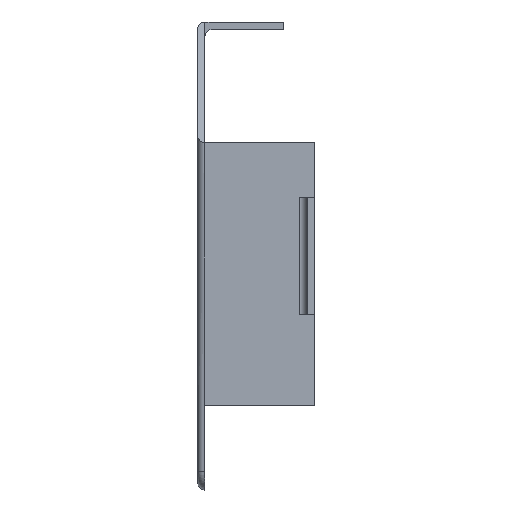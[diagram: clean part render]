
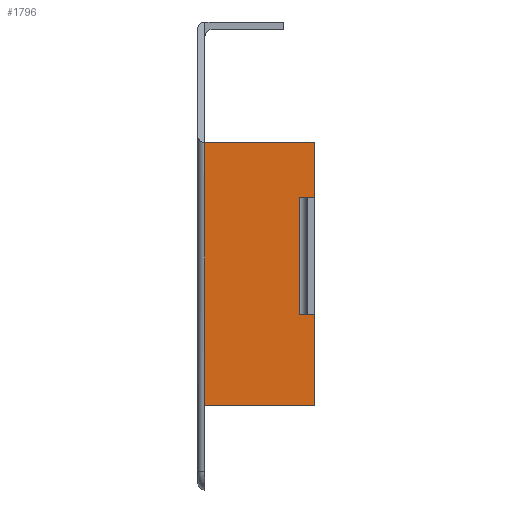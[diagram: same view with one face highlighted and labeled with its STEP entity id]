
A CAD part, left-side view. The second image highlights one B-rep face of the part: STEP entity #1796.
In plain terms, the highlighted planar face has unit normal (-1, 0, 0).
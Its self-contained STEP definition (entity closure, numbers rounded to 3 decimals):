
#6 = PLANE ( 'NONE',  #1354 ) ;
#9 = VERTEX_POINT ( 'NONE', #3774 ) ;
#23 = VERTEX_POINT ( 'NONE', #3921 ) ;
#86 = CARTESIAN_POINT ( 'NONE',  ( -6.6, 0.2, -1.59 ) ) ;
#159 = DIRECTION ( 'NONE',  ( 0., 0., 1. ) ) ;
#169 = EDGE_CURVE ( 'NONE', #2628, #2535, #4160, .T. ) ;
#207 = CARTESIAN_POINT ( 'NONE',  ( -6.6, 2.97, 3.075 ) ) ;
#421 = EDGE_CURVE ( 'NONE', #3542, #2427, #1824, .T. ) ;
#435 = VECTOR ( 'NONE', #159, 1000. ) ;
#615 = CARTESIAN_POINT ( 'NONE',  ( -6.6, 0., 3.075 ) ) ;
#697 = VERTEX_POINT ( 'NONE', #2610 ) ;
#711 = VECTOR ( 'NONE', #1729, 1000. ) ;
#803 = ORIENTED_EDGE ( 'NONE', *, *, #1196, .F. ) ;
#807 = VECTOR ( 'NONE', #3487, 1000. ) ;
#859 = VECTOR ( 'NONE', #4350, 1000. ) ;
#960 = CARTESIAN_POINT ( 'NONE',  ( -6.6, 0., -1.59 ) ) ;
#983 = LINE ( 'NONE', #2618, #2720 ) ;
#1047 = CARTESIAN_POINT ( 'NONE',  ( -6.6, 0., 3.075 ) ) ;
#1079 = CARTESIAN_POINT ( 'NONE',  ( -6.6, 0.4, 3.075 ) ) ;
#1196 = EDGE_CURVE ( 'NONE', #23, #9, #2664, .T. ) ;
#1354 = AXIS2_PLACEMENT_3D ( 'NONE', #2567, #1968, #4406 ) ;
#1372 = VECTOR ( 'NONE', #1942, 1000. ) ;
#1487 = EDGE_CURVE ( 'NONE', #9, #3516, #983, .T. ) ;
#1494 = EDGE_CURVE ( 'NONE', #2427, #2628, #3655, .T. ) ;
#1517 = EDGE_CURVE ( 'NONE', #3542, #3516, #4140, .T. ) ;
#1583 = CARTESIAN_POINT ( 'NONE',  ( -6.6, 0., -4.055 ) ) ;
#1622 = LINE ( 'NONE', #207, #711 ) ;
#1643 = EDGE_CURVE ( 'NONE', #697, #2535, #1622, .T. ) ;
#1729 = DIRECTION ( 'NONE',  ( 0., 0., -1. ) ) ;
#1796 = ADVANCED_FACE ( 'NONE', ( #3824 ), #6, .F. ) ;
#1824 = LINE ( 'NONE', #86, #3689 ) ;
#1942 = DIRECTION ( 'NONE',  ( 0., 1., 0. ) ) ;
#1968 = DIRECTION ( 'NONE',  ( 1., 0., 0. ) ) ;
#2062 = EDGE_LOOP ( 'NONE', ( #2684, #2840, #4036, #2732, #4301, #3295, #4479, #803 ) ) ;
#2165 = CARTESIAN_POINT ( 'NONE',  ( -6.6, 0., 3.075 ) ) ;
#2321 = CARTESIAN_POINT ( 'NONE',  ( -6.6, 2.97, -4.055 ) ) ;
#2423 = LINE ( 'NONE', #615, #4275 ) ;
#2427 = VERTEX_POINT ( 'NONE', #960 ) ;
#2535 = VERTEX_POINT ( 'NONE', #2321 ) ;
#2562 = DIRECTION ( 'NONE',  ( 0., 1., 0. ) ) ;
#2567 = CARTESIAN_POINT ( 'NONE',  ( -6.6, 3.17, 3.075 ) ) ;
#2610 = CARTESIAN_POINT ( 'NONE',  ( -6.6, 2.97, 3.075 ) ) ;
#2618 = CARTESIAN_POINT ( 'NONE',  ( -6.6, 0.2, 1.59 ) ) ;
#2628 = VERTEX_POINT ( 'NONE', #4338 ) ;
#2664 = LINE ( 'NONE', #1047, #807 ) ;
#2684 = ORIENTED_EDGE ( 'NONE', *, *, #3492, .T. ) ;
#2720 = VECTOR ( 'NONE', #2562, 1000. ) ;
#2732 = ORIENTED_EDGE ( 'NONE', *, *, #1494, .F. ) ;
#2840 = ORIENTED_EDGE ( 'NONE', *, *, #1643, .T. ) ;
#3046 = DIRECTION ( 'NONE',  ( 0., 1., 0. ) ) ;
#3056 = CARTESIAN_POINT ( 'NONE',  ( -6.6, 0.4, 1.59 ) ) ;
#3068 = CARTESIAN_POINT ( 'NONE',  ( -6.6, 0.4, -1.59 ) ) ;
#3138 = DIRECTION ( 'NONE',  ( 0., -1., 0. ) ) ;
#3295 = ORIENTED_EDGE ( 'NONE', *, *, #1517, .T. ) ;
#3487 = DIRECTION ( 'NONE',  ( 0., 0., -1. ) ) ;
#3492 = EDGE_CURVE ( 'NONE', #23, #697, #2423, .T. ) ;
#3516 = VERTEX_POINT ( 'NONE', #3056 ) ;
#3542 = VERTEX_POINT ( 'NONE', #3068 ) ;
#3655 = LINE ( 'NONE', #2165, #859 ) ;
#3689 = VECTOR ( 'NONE', #3138, 1000. ) ;
#3774 = CARTESIAN_POINT ( 'NONE',  ( -6.6, 0., 1.59 ) ) ;
#3824 = FACE_OUTER_BOUND ( 'NONE', #2062, .T. ) ;
#3921 = CARTESIAN_POINT ( 'NONE',  ( -6.6, 0., 3.075 ) ) ;
#4036 = ORIENTED_EDGE ( 'NONE', *, *, #169, .F. ) ;
#4140 = LINE ( 'NONE', #1079, #435 ) ;
#4160 = LINE ( 'NONE', #1583, #1372 ) ;
#4275 = VECTOR ( 'NONE', #3046, 1000. ) ;
#4301 = ORIENTED_EDGE ( 'NONE', *, *, #421, .F. ) ;
#4338 = CARTESIAN_POINT ( 'NONE',  ( -6.6, 0., -4.055 ) ) ;
#4350 = DIRECTION ( 'NONE',  ( 0., 0., -1. ) ) ;
#4406 = DIRECTION ( 'NONE',  ( 0., 0., -1. ) ) ;
#4479 = ORIENTED_EDGE ( 'NONE', *, *, #1487, .F. ) ;
